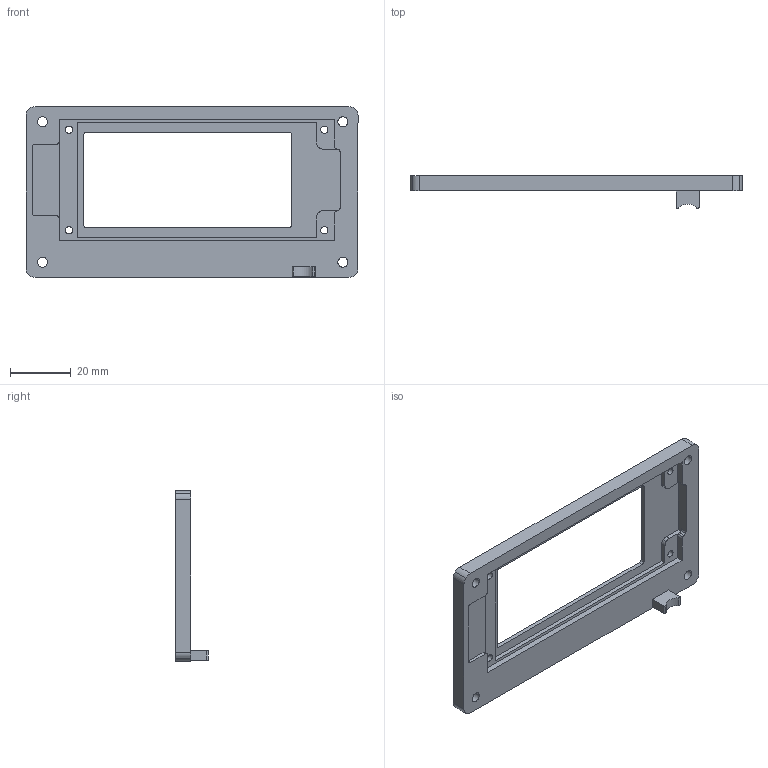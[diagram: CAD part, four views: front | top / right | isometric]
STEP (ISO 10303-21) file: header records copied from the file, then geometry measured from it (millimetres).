
FILE_DESCRIPTION(('STEP AP214'),'1');
FILE_NAME('port_cover_EPD_rev1.stp','2025-05-23T19:50:37',(' '),(' '),'Spatial InterOp 3D',' ',' ');
FILE_SCHEMA(('AUTOMOTIVE_DESIGN { 1 0 10303 214 1 1 1 1 }'));
Length unit declared in the file: metre
Products named in the file (1): port_cover_EPD_rev1
Bounding box: 109.6 x 10.76 x 56.38 mm (x, y, z)
Volume: 14921.1 mm3; surface area: 11157.5 mm2
Topology: 1 solids, 1 shells, 112 faces, 304 edges, 199 vertices
Faces by surface type: cylinder 65, plane 39, cone 8
Entity records: 3640 total; most frequent: DIRECTION 669, CARTESIAN_POINT 616, ORIENTED_EDGE 608, EDGE_CURVE 304, AXIS2_PLACEMENT_3D 252, VERTEX_POINT 199, LINE 165, VECTOR 165
